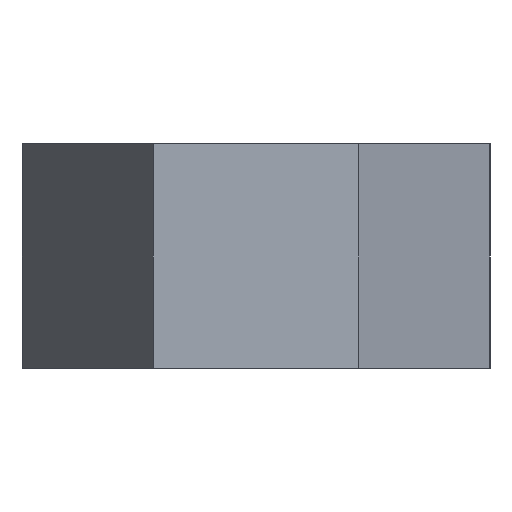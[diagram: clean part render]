
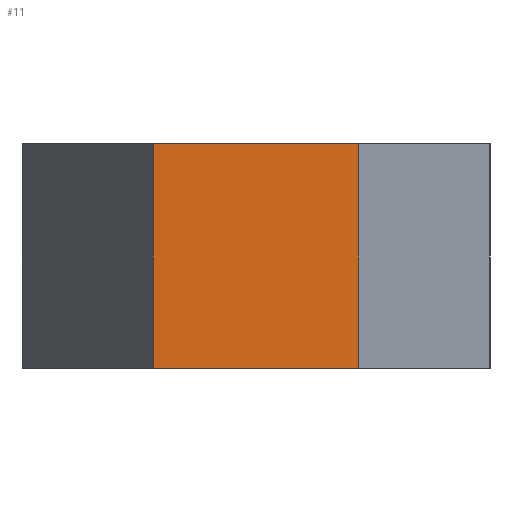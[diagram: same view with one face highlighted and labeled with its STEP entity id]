
A CAD part, left-side view. The second image highlights one B-rep face of the part: STEP entity #11.
In plain terms, the highlighted planar face has unit normal (-1, 0, 0).
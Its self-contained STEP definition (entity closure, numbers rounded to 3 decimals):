
#11 = ADVANCED_FACE ( 'NONE', ( #780 ), #62, .F. ) ;
#29 = CARTESIAN_POINT ( 'NONE',  ( -40., -5.5, 12. ) ) ;
#62 = PLANE ( 'NONE',  #344 ) ;
#64 = VERTEX_POINT ( 'NONE', #197 ) ;
#140 = CARTESIAN_POINT ( 'NONE',  ( -40., -5.5, 12. ) ) ;
#168 = VECTOR ( 'NONE', #716, 1000. ) ;
#197 = CARTESIAN_POINT ( 'NONE',  ( -40., -5.5, 0. ) ) ;
#210 = DIRECTION ( 'NONE',  ( 0., -1., 0. ) ) ;
#222 = CARTESIAN_POINT ( 'NONE',  ( -40., -5.5, 12. ) ) ;
#229 = EDGE_CURVE ( 'NONE', #790, #333, #538, .T. ) ;
#249 = CARTESIAN_POINT ( 'NONE',  ( -40., -5.5, 0. ) ) ;
#250 = VECTOR ( 'NONE', #756, 1000. ) ;
#252 = LINE ( 'NONE', #249, #280 ) ;
#280 = VECTOR ( 'NONE', #779, 1000. ) ;
#283 = CARTESIAN_POINT ( 'NONE',  ( -40., -5.5, 12. ) ) ;
#321 = ORIENTED_EDGE ( 'NONE', *, *, #834, .F. ) ;
#333 = VERTEX_POINT ( 'NONE', #358 ) ;
#344 = AXIS2_PLACEMENT_3D ( 'NONE', #140, #869, #610 ) ;
#358 = CARTESIAN_POINT ( 'NONE',  ( -40., 5.5, 0. ) ) ;
#424 = LINE ( 'NONE', #222, #250 ) ;
#469 = ORIENTED_EDGE ( 'NONE', *, *, #876, .F. ) ;
#485 = ORIENTED_EDGE ( 'NONE', *, *, #229, .T. ) ;
#537 = EDGE_LOOP ( 'NONE', ( #629, #469, #321, #485 ) ) ;
#538 = LINE ( 'NONE', #857, #168 ) ;
#610 = DIRECTION ( 'NONE',  ( 0., 0., -1. ) ) ;
#629 = ORIENTED_EDGE ( 'NONE', *, *, #713, .T. ) ;
#663 = VERTEX_POINT ( 'NONE', #29 ) ;
#696 = LINE ( 'NONE', #283, #777 ) ;
#713 = EDGE_CURVE ( 'NONE', #333, #64, #252, .T. ) ;
#716 = DIRECTION ( 'NONE',  ( 0., 0., -1. ) ) ;
#756 = DIRECTION ( 'NONE',  ( 0., 0., -1. ) ) ;
#777 = VECTOR ( 'NONE', #210, 1000. ) ;
#779 = DIRECTION ( 'NONE',  ( 0., -1., 0. ) ) ;
#780 = FACE_OUTER_BOUND ( 'NONE', #537, .T. ) ;
#790 = VERTEX_POINT ( 'NONE', #843 ) ;
#834 = EDGE_CURVE ( 'NONE', #790, #663, #696, .T. ) ;
#843 = CARTESIAN_POINT ( 'NONE',  ( -40., 5.5, 12. ) ) ;
#857 = CARTESIAN_POINT ( 'NONE',  ( -40., 5.5, 12. ) ) ;
#869 = DIRECTION ( 'NONE',  ( 1., 0., 0. ) ) ;
#876 = EDGE_CURVE ( 'NONE', #663, #64, #424, .T. ) ;
